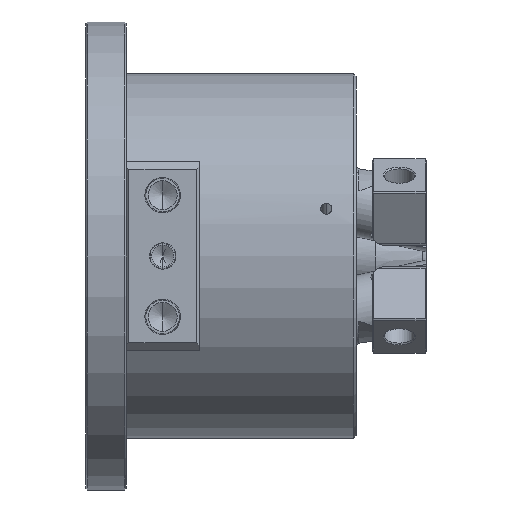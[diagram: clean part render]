
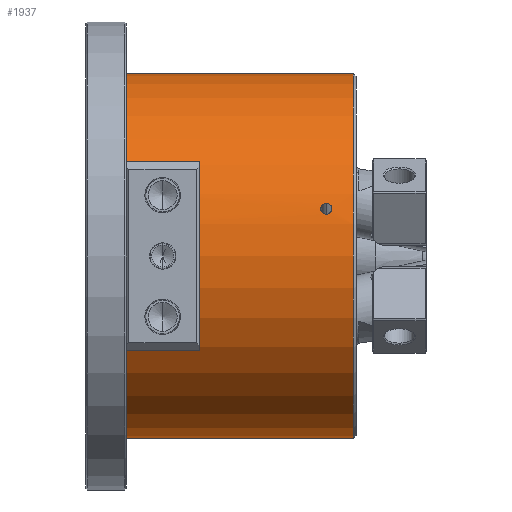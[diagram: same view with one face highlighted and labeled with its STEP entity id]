
A CAD part, front view. The second image highlights one B-rep face of the part: STEP entity #1937.
In plain terms, the highlighted cylindrical face has radius 67.5 mm (diameter 135 mm), a partial arc.
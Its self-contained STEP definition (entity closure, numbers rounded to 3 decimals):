
#42 = CARTESIAN_POINT ( 'NONE',  ( 73.866, -65.7, 15.482 ) ) ;
#102 = DIRECTION ( 'NONE',  ( -1., 0., 0. ) ) ;
#234 = CARTESIAN_POINT ( 'NONE',  ( 76.05, -65.234, 17.342 ) ) ;
#265 = CARTESIAN_POINT ( 'NONE',  ( 74.532, -65.685, 15.546 ) ) ;
#513 = B_SPLINE_CURVE_WITH_KNOTS ( 'NONE', 3,
 ( #730, #42, #8748, #4686, #537, #5363, #1220, #6049, #1908, #6728, #2625, #7392, #3317, #8087, #4019, #8766, #4720, #565, #5393, #1247, #6081, #1936, #6755, #2659, #7420, #3345, #8122, #4051, #8795, #4745 ),
 .UNSPECIFIED., .F., .F.,
 ( 4, 2, 2, 2, 2, 2, 2, 2, 2, 2, 2, 2, 2, 2, 4 ),
 ( 0.006, 0.007, 0.007, 0.008, 0.008, 0.009, 0.009, 0.01, 0.01, 0.01, 0.011, 0.011, 0.012, 0.012, 0.013 ),
 .UNSPECIFIED. ) ;
#537 = CARTESIAN_POINT ( 'NONE',  ( 73.339, -65.676, 15.584 ) ) ;
#538 = CARTESIAN_POINT ( 'NONE',  ( 74., -64.639, 19.442 ) ) ;
#565 = CARTESIAN_POINT ( 'NONE',  ( 72.015, -65.061, 17.981 ) ) ;
#666 = ORIENTED_EDGE ( 'NONE', *, *, #1731, .T. ) ;
#730 = CARTESIAN_POINT ( 'NONE',  ( 74., -65.7, 15.482 ) ) ;
#885 = CARTESIAN_POINT ( 'NONE',  ( 74.269, -64.643, 19.43 ) ) ;
#918 = CARTESIAN_POINT ( 'NONE',  ( 75.984, -65.336, 16.956 ) ) ;
#945 = CARTESIAN_POINT ( 'NONE',  ( 74.134, -65.7, 15.482 ) ) ;
#1099 = VERTEX_POINT ( 'NONE', #3859 ) ;
#1220 = CARTESIAN_POINT ( 'NONE',  ( 72.741, -65.605, 15.882 ) ) ;
#1247 = CARTESIAN_POINT ( 'NONE',  ( 72.157, -64.959, 18.346 ) ) ;
#1289 = DIRECTION ( 'NONE',  ( -1., 0., 0. ) ) ;
#1306 = CARTESIAN_POINT ( 'NONE',  ( 0., 0., 67.5 ) ) ;
#1486 = DIRECTION ( 'NONE',  ( -1., 0., 0. ) ) ;
#1575 = CARTESIAN_POINT ( 'NONE',  ( 74.661, -64.669, 19.342 ) ) ;
#1603 = CARTESIAN_POINT ( 'NONE',  ( 75.843, -65.429, 16.592 ) ) ;
#1618 = EDGE_CURVE ( 'NONE', #8298, #3336, #7477, .T. ) ;
#1731 = EDGE_CURVE ( 'NONE', #1099, #3249, #513, .T. ) ;
#1901 = VECTOR ( 'NONE', #6791, 1000. ) ;
#1908 = CARTESIAN_POINT ( 'NONE',  ( 72.37, -65.513, 16.259 ) ) ;
#1936 = CARTESIAN_POINT ( 'NONE',  ( 72.368, -64.866, 18.673 ) ) ;
#1937 = ADVANCED_FACE ( 'NONE', ( #5797, #3980 ), #3747, .T. ) ;
#2078 = CARTESIAN_POINT ( 'NONE',  ( 84., 0., 67.5 ) ) ;
#2282 = CARTESIAN_POINT ( 'NONE',  ( 75.027, -64.717, 19.183 ) ) ;
#2318 = CARTESIAN_POINT ( 'NONE',  ( 75.63, -65.512, 16.26 ) ) ;
#2340 = AXIS2_PLACEMENT_3D ( 'NONE', #5433, #1289, #6123 ) ;
#2625 = CARTESIAN_POINT ( 'NONE',  ( 72.158, -65.43, 16.59 ) ) ;
#2659 = CARTESIAN_POINT ( 'NONE',  ( 72.644, -64.784, 18.956 ) ) ;
#2701 = CARTESIAN_POINT ( 'NONE',  ( -26.369, 0., 67.5 ) ) ;
#2899 = DIRECTION ( 'NONE',  ( 0., 0., 1. ) ) ;
#2962 = CARTESIAN_POINT ( 'NONE',  ( 74.135, -64.639, 19.442 ) ) ;
#2998 = CARTESIAN_POINT ( 'NONE',  ( 75.355, -64.783, 18.957 ) ) ;
#3021 = CARTESIAN_POINT ( 'NONE',  ( 75.354, -65.583, 15.973 ) ) ;
#3249 = VERTEX_POINT ( 'NONE', #538 ) ;
#3298 = LINE ( 'NONE', #3611, #8517 ) ;
#3317 = CARTESIAN_POINT ( 'NONE',  ( 72.016, -65.336, 16.956 ) ) ;
#3325 = LINE ( 'NONE', #2701, #1901 ) ;
#3336 = VERTEX_POINT ( 'NONE', #1306 ) ;
#3341 = AXIS2_PLACEMENT_3D ( 'NONE', #5633, #1486, #6330 ) ;
#3345 = CARTESIAN_POINT ( 'NONE',  ( 72.971, -64.717, 19.182 ) ) ;
#3385 = EDGE_LOOP ( 'NONE', ( #6988, #5977, #5415, #4359 ) ) ;
#3554 = CARTESIAN_POINT ( 'NONE',  ( 0., 0., -67.5 ) ) ;
#3611 = CARTESIAN_POINT ( 'NONE',  ( -26.369, 0., -67.5 ) ) ;
#3648 = CARTESIAN_POINT ( 'NONE',  ( 74., -64.639, 19.442 ) ) ;
#3677 = CARTESIAN_POINT ( 'NONE',  ( 75.792, -64.926, 18.465 ) ) ;
#3706 = CARTESIAN_POINT ( 'NONE',  ( 75.028, -65.638, 15.746 ) ) ;
#3747 = CYLINDRICAL_SURFACE ( 'NONE', #6326, 67.5 ) ;
#3817 = VERTEX_POINT ( 'NONE', #2078 ) ;
#3859 = CARTESIAN_POINT ( 'NONE',  ( 74., -65.7, 15.482 ) ) ;
#3980 = FACE_BOUND ( 'NONE', #4680, .T. ) ;
#4019 = CARTESIAN_POINT ( 'NONE',  ( 71.95, -65.235, 17.338 ) ) ;
#4051 = CARTESIAN_POINT ( 'NONE',  ( 73.46, -64.655, 19.39 ) ) ;
#4359 = ORIENTED_EDGE ( 'NONE', *, *, #1618, .F. ) ;
#4392 = CARTESIAN_POINT ( 'NONE',  ( 76.05, -65.131, 17.729 ) ) ;
#4417 = CARTESIAN_POINT ( 'NONE',  ( 74.66, -65.676, 15.584 ) ) ;
#4638 = CIRCLE ( 'NONE', #3341, 67.5 ) ;
#4680 = EDGE_LOOP ( 'NONE', ( #5021, #666 ) ) ;
#4686 = CARTESIAN_POINT ( 'NONE',  ( 73.469, -65.685, 15.546 ) ) ;
#4720 = CARTESIAN_POINT ( 'NONE',  ( 71.963, -65.13, 17.728 ) ) ;
#4745 = CARTESIAN_POINT ( 'NONE',  ( 74., -64.639, 19.442 ) ) ;
#5021 = ORIENTED_EDGE ( 'NONE', *, *, #8350, .T. ) ;
#5063 = CARTESIAN_POINT ( 'NONE',  ( 76.037, -65.269, 17.211 ) ) ;
#5088 = CARTESIAN_POINT ( 'NONE',  ( 74.27, -65.697, 15.495 ) ) ;
#5306 = VERTEX_POINT ( 'NONE', #5908 ) ;
#5363 = CARTESIAN_POINT ( 'NONE',  ( 72.969, -65.641, 15.733 ) ) ;
#5393 = CARTESIAN_POINT ( 'NONE',  ( 72.054, -65.026, 18.106 ) ) ;
#5415 = ORIENTED_EDGE ( 'NONE', *, *, #6466, .T. ) ;
#5433 = CARTESIAN_POINT ( 'NONE',  ( 0., 0., 0. ) ) ;
#5633 = CARTESIAN_POINT ( 'NONE',  ( 84., 0., 0. ) ) ;
#5678 = EDGE_CURVE ( 'NONE', #5306, #3817, #4638, .T. ) ;
#5717 = CARTESIAN_POINT ( 'NONE',  ( 74.531, -64.658, 19.38 ) ) ;
#5754 = CARTESIAN_POINT ( 'NONE',  ( 75.946, -65.368, 16.832 ) ) ;
#5784 = CARTESIAN_POINT ( 'NONE',  ( 74., -65.7, 15.482 ) ) ;
#5797 = FACE_OUTER_BOUND ( 'NONE', #3385, .T. ) ;
#5908 = CARTESIAN_POINT ( 'NONE',  ( 84., 0., -67.5 ) ) ;
#5977 = ORIENTED_EDGE ( 'NONE', *, *, #5678, .T. ) ;
#6049 = CARTESIAN_POINT ( 'NONE',  ( 72.457, -65.538, 16.157 ) ) ;
#6081 = CARTESIAN_POINT ( 'NONE',  ( 72.22, -64.927, 18.459 ) ) ;
#6123 = DIRECTION ( 'NONE',  ( 0., 0., 1. ) ) ;
#6326 = AXIS2_PLACEMENT_3D ( 'NONE', #6975, #102, #2899 ) ;
#6330 = DIRECTION ( 'NONE',  ( 0., 0., 1. ) ) ;
#6408 = CARTESIAN_POINT ( 'NONE',  ( 74.909, -64.699, 19.243 ) ) ;
#6434 = CARTESIAN_POINT ( 'NONE',  ( 75.779, -65.459, 16.475 ) ) ;
#6466 = EDGE_CURVE ( 'NONE', #3817, #3336, #3325, .T. ) ;
#6728 = CARTESIAN_POINT ( 'NONE',  ( 72.221, -65.459, 16.475 ) ) ;
#6755 = CARTESIAN_POINT ( 'NONE',  ( 72.455, -64.837, 18.775 ) ) ;
#6791 = DIRECTION ( 'NONE',  ( -1., 0., 0. ) ) ;
#6975 = CARTESIAN_POINT ( 'NONE',  ( -26.369, 0., 0. ) ) ;
#6988 = ORIENTED_EDGE ( 'NONE', *, *, #7254, .F. ) ;
#7069 = CARTESIAN_POINT ( 'NONE',  ( 75.25, -64.759, 19.04 ) ) ;
#7099 = CARTESIAN_POINT ( 'NONE',  ( 75.546, -65.537, 16.159 ) ) ;
#7254 = EDGE_CURVE ( 'NONE', #5306, #8298, #3298, .T. ) ;
#7392 = CARTESIAN_POINT ( 'NONE',  ( 72.055, -65.368, 16.83 ) ) ;
#7420 = CARTESIAN_POINT ( 'NONE',  ( 72.747, -64.76, 19.038 ) ) ;
#7463 = B_SPLINE_CURVE_WITH_KNOTS ( 'NONE', 3,
 ( #3648, #2962, #885, #5717, #1575, #6408, #2282, #7069, #2998, #7757, #3677, #8438, #4392, #234, #5063, #918, #5754, #1603, #6434, #2318, #7099, #3021, #7787, #3706, #8469, #4417, #265, #5088, #945, #5784 ),
 .UNSPECIFIED., .F., .F.,
 ( 4, 2, 2, 2, 2, 2, 2, 2, 2, 2, 2, 2, 2, 2, 4 ),
 ( 0., 0., 0.001, 0.001, 0.002, 0.002, 0.003, 0.004, 0.004, 0.004, 0.005, 0.005, 0.006, 0.006, 0.006 ),
 .UNSPECIFIED. ) ;
#7477 = CIRCLE ( 'NONE', #2340, 67.5 ) ;
#7757 = CARTESIAN_POINT ( 'NONE',  ( 75.639, -64.863, 18.685 ) ) ;
#7787 = CARTESIAN_POINT ( 'NONE',  ( 75.25, -65.603, 15.891 ) ) ;
#8087 = CARTESIAN_POINT ( 'NONE',  ( 71.963, -65.269, 17.209 ) ) ;
#8122 = CARTESIAN_POINT ( 'NONE',  ( 73.09, -64.699, 19.243 ) ) ;
#8298 = VERTEX_POINT ( 'NONE', #3554 ) ;
#8350 = EDGE_CURVE ( 'NONE', #3249, #1099, #7463, .T. ) ;
#8374 = DIRECTION ( 'NONE',  ( -1., 0., 0. ) ) ;
#8438 = CARTESIAN_POINT ( 'NONE',  ( 75.996, -65.059, 17.989 ) ) ;
#8469 = CARTESIAN_POINT ( 'NONE',  ( 74.909, -65.653, 15.684 ) ) ;
#8517 = VECTOR ( 'NONE', #8374, 1000. ) ;
#8748 = CARTESIAN_POINT ( 'NONE',  ( 73.733, -65.698, 15.495 ) ) ;
#8766 = CARTESIAN_POINT ( 'NONE',  ( 71.95, -65.165, 17.599 ) ) ;
#8795 = CARTESIAN_POINT ( 'NONE',  ( 73.729, -64.639, 19.442 ) ) ;
